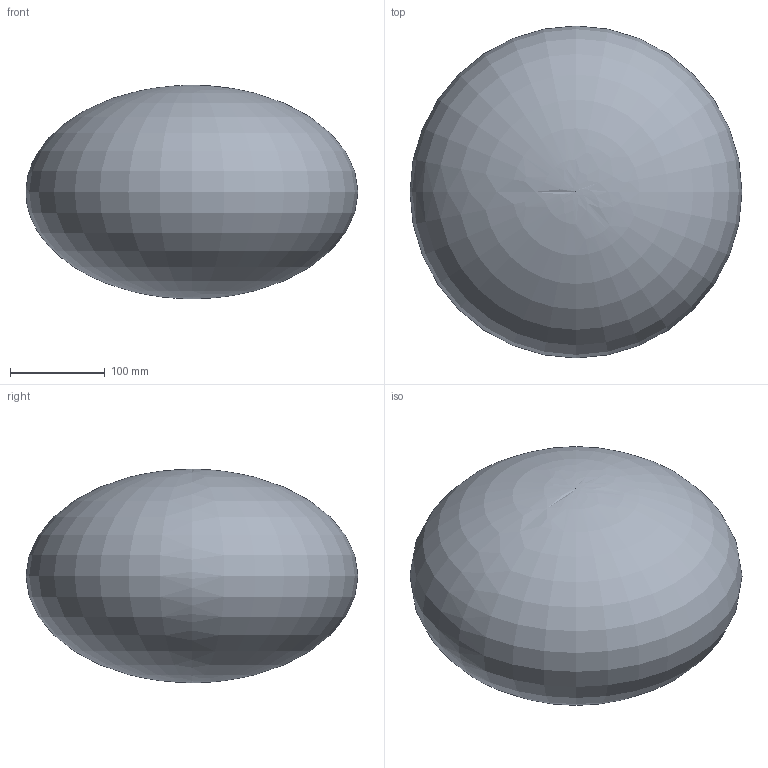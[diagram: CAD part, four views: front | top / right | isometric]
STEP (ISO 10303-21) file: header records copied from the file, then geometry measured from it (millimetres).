
FILE_DESCRIPTION(/* description */ ('STEP AP242','CAx-IF Rec.Pracs.---Representation and Presentation of Product Manufacturing Information (PMI)---4.0---2014-10-13','CAx-IF Rec.Pracs.---3D Tessellated Geometry---0.4---2014-09-14','2;1'),/* implementation_level */ '2;1');
FILE_NAME(/* name */ '65537e402213aa4b76c81f5b',/* time_stamp */ '2023-11-14T14:03:45Z',/* author */ (''),/* organization */ (''),/* preprocessor_version */ 'ST-DEVELOPER v19.4',/* originating_system */ ' ',/* authorisation */ ' ');
FILE_SCHEMA (('AP242_MANAGED_MODEL_BASED_3D_ENGINEERING_MIM_LF { 1 0 10303 442 1 1 4 }'));
Length unit declared in the file: metre
Products named in the file (4): oblate_ellipsoids; h2o; uo2; zirconium
Assembly tree (3 placements, depth 2):
  oblate_ellipsoids
    h2o
    uo2
    zirconium
Bounding box: 349.94 x 350 x 225 mm (x, y, z)
Volume: 14431579.2 mm3; surface area: 915767.8 mm2
Topology: 3 solids, 5 shells, 5 faces, 15 edges, 10 vertices
Faces by surface type: bspline 5
Entity records: 3000 total; most frequent: CARTESIAN_POINT 2849, VERTEX_POINT 10, VERTEX_LOOP 10, FACE_BOUND 10, DIRECTION 8, PRODUCT_DEFINITION_SHAPE 7, B_SPLINE_SURFACE_WITH_KNOTS 5, ADVANCED_FACE 5
